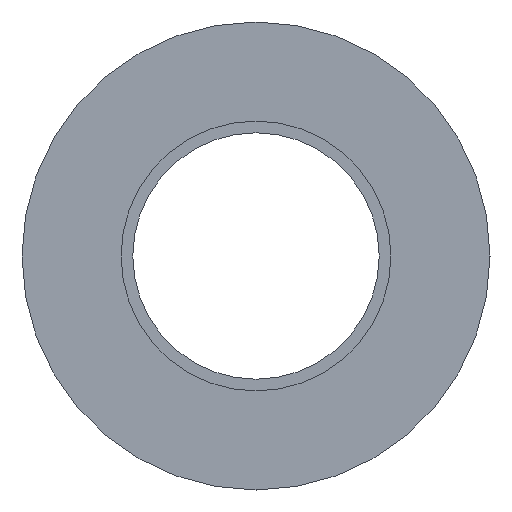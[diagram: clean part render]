
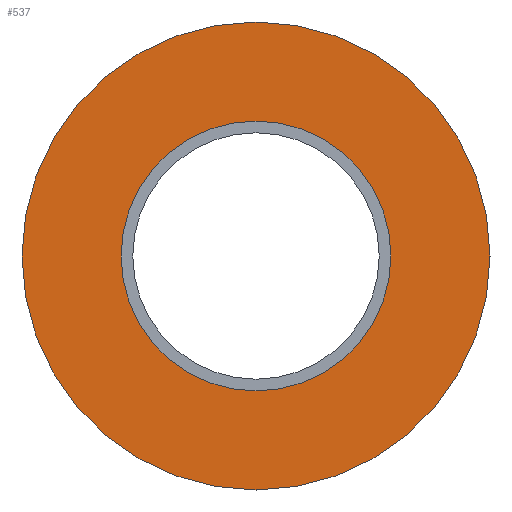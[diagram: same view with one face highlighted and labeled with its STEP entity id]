
A CAD part, front view. The second image highlights one B-rep face of the part: STEP entity #537.
In plain terms, the highlighted planar face has unit normal (0, -1, 0).
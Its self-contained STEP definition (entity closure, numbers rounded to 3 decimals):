
#6 = CARTESIAN_POINT ( 'NONE',  ( 0., 0., 8.65 ) ) ;
#36 = EDGE_CURVE ( 'NONE', #142, #412, #182, .T. ) ;
#39 = CARTESIAN_POINT ( 'NONE',  ( 0., 0., -8.65 ) ) ;
#44 = DIRECTION ( 'NONE',  ( 0., 0., -1. ) ) ;
#50 = CARTESIAN_POINT ( 'NONE',  ( 0., 0., -15. ) ) ;
#54 = EDGE_CURVE ( 'NONE', #341, #275, #439, .T. ) ;
#62 = EDGE_LOOP ( 'NONE', ( #365, #303 ) ) ;
#75 = EDGE_CURVE ( 'NONE', #412, #142, #435, .T. ) ;
#76 = DIRECTION ( 'NONE',  ( 0., -1., 0. ) ) ;
#106 = FACE_BOUND ( 'NONE', #447, .T. ) ;
#111 = CARTESIAN_POINT ( 'NONE',  ( 0., 0., 0. ) ) ;
#118 = DIRECTION ( 'NONE',  ( 0., 1., 0. ) ) ;
#121 = DIRECTION ( 'NONE',  ( 0., 0., -1. ) ) ;
#124 = DIRECTION ( 'NONE',  ( 0., -1., 0. ) ) ;
#142 = VERTEX_POINT ( 'NONE', #39 ) ;
#166 = AXIS2_PLACEMENT_3D ( 'NONE', #111, #327, #374 ) ;
#168 = CARTESIAN_POINT ( 'NONE',  ( 0., 0., 0. ) ) ;
#182 = CIRCLE ( 'NONE', #497, 8.65 ) ;
#187 = PLANE ( 'NONE',  #281 ) ;
#247 = EDGE_CURVE ( 'NONE', #275, #341, #350, .T. ) ;
#252 = FACE_OUTER_BOUND ( 'NONE', #62, .T. ) ;
#256 = CARTESIAN_POINT ( 'NONE',  ( 0., 0., 0. ) ) ;
#275 = VERTEX_POINT ( 'NONE', #530 ) ;
#281 = AXIS2_PLACEMENT_3D ( 'NONE', #545, #118, #383 ) ;
#296 = ORIENTED_EDGE ( 'NONE', *, *, #75, .F. ) ;
#303 = ORIENTED_EDGE ( 'NONE', *, *, #247, .T. ) ;
#322 = AXIS2_PLACEMENT_3D ( 'NONE', #256, #571, #44 ) ;
#327 = DIRECTION ( 'NONE',  ( 0., -1., 0. ) ) ;
#341 = VERTEX_POINT ( 'NONE', #50 ) ;
#350 = CIRCLE ( 'NONE', #322, 15. ) ;
#365 = ORIENTED_EDGE ( 'NONE', *, *, #54, .T. ) ;
#374 = DIRECTION ( 'NONE',  ( 0., 0., -1. ) ) ;
#383 = DIRECTION ( 'NONE',  ( 0., 0., 1. ) ) ;
#387 = DIRECTION ( 'NONE',  ( 0., 0., -1. ) ) ;
#390 = ORIENTED_EDGE ( 'NONE', *, *, #36, .F. ) ;
#412 = VERTEX_POINT ( 'NONE', #6 ) ;
#431 = CARTESIAN_POINT ( 'NONE',  ( 0., 0., 0. ) ) ;
#435 = CIRCLE ( 'NONE', #166, 8.65 ) ;
#439 = CIRCLE ( 'NONE', #554, 15. ) ;
#447 = EDGE_LOOP ( 'NONE', ( #390, #296 ) ) ;
#497 = AXIS2_PLACEMENT_3D ( 'NONE', #168, #124, #387 ) ;
#530 = CARTESIAN_POINT ( 'NONE',  ( 0., 0., 15. ) ) ;
#537 = ADVANCED_FACE ( 'NONE', ( #106, #252 ), #187, .F. ) ;
#545 = CARTESIAN_POINT ( 'NONE',  ( 0., 0., 8.65 ) ) ;
#554 = AXIS2_PLACEMENT_3D ( 'NONE', #431, #76, #121 ) ;
#571 = DIRECTION ( 'NONE',  ( 0., -1., 0. ) ) ;
